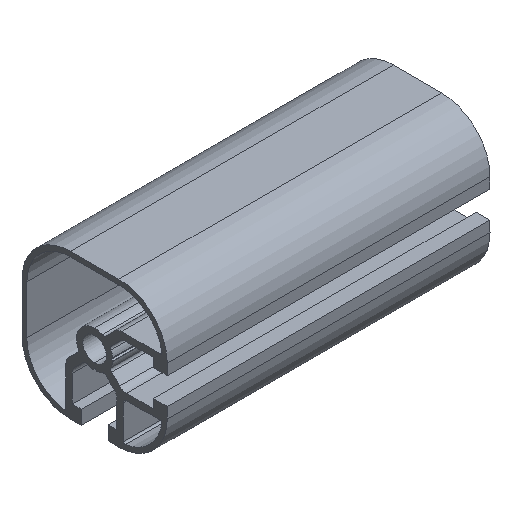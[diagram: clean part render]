
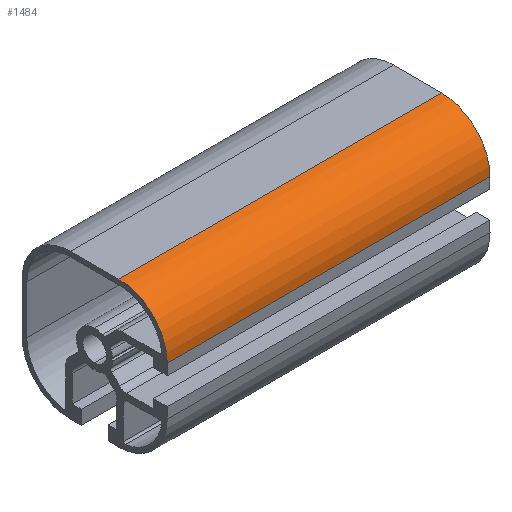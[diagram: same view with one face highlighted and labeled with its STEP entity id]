
A CAD part, isometric view. The second image highlights one B-rep face of the part: STEP entity #1484.
In plain terms, the highlighted cylindrical face has radius 15 mm (diameter 30 mm), a partial arc.
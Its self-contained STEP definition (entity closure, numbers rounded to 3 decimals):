
#126 = VECTOR ( 'NONE', #1054, 1000. ) ;
#157 = CARTESIAN_POINT ( 'NONE',  ( 59.184, 47.398, 22.5 ) ) ;
#159 = DIRECTION ( 'NONE',  ( 0., 0., -1. ) ) ;
#172 = EDGE_CURVE ( 'NONE', #1488, #2323, #1317, .T. ) ;
#240 = FACE_OUTER_BOUND ( 'NONE', #1552, .T. ) ;
#345 = CARTESIAN_POINT ( 'NONE',  ( 59.184, 47.398, 7.5 ) ) ;
#387 = CARTESIAN_POINT ( 'NONE',  ( -40.816, 47.398, 22.5 ) ) ;
#455 = AXIS2_PLACEMENT_3D ( 'NONE', #345, #950, #2170 ) ;
#465 = EDGE_CURVE ( 'NONE', #1301, #515, #1538, .T. ) ;
#494 = AXIS2_PLACEMENT_3D ( 'NONE', #817, #1196, #159 ) ;
#515 = VERTEX_POINT ( 'NONE', #737 ) ;
#606 = ORIENTED_EDGE ( 'NONE', *, *, #661, .T. ) ;
#661 = EDGE_CURVE ( 'NONE', #1488, #1301, #1794, .T. ) ;
#733 = CARTESIAN_POINT ( 'NONE',  ( 59.184, 47.398, 22.5 ) ) ;
#737 = CARTESIAN_POINT ( 'NONE',  ( -40.816, 32.398, 7.5 ) ) ;
#817 = CARTESIAN_POINT ( 'NONE',  ( 59.184, 47.398, 7.5 ) ) ;
#950 = DIRECTION ( 'NONE',  ( -1., 0., 0. ) ) ;
#1029 = ORIENTED_EDGE ( 'NONE', *, *, #172, .F. ) ;
#1054 = DIRECTION ( 'NONE',  ( -1., 0., 0. ) ) ;
#1184 = DIRECTION ( 'NONE',  ( -1., 0., 0. ) ) ;
#1187 = ORIENTED_EDGE ( 'NONE', *, *, #1369, .F. ) ;
#1196 = DIRECTION ( 'NONE',  ( 1., 0., 0. ) ) ;
#1301 = VERTEX_POINT ( 'NONE', #387 ) ;
#1317 = CIRCLE ( 'NONE', #494, 15. ) ;
#1369 = EDGE_CURVE ( 'NONE', #2323, #515, #1558, .T. ) ;
#1484 = ADVANCED_FACE ( 'NONE', ( #240 ), #2526, .T. ) ;
#1488 = VERTEX_POINT ( 'NONE', #733 ) ;
#1538 = CIRCLE ( 'NONE', #1717, 15. ) ;
#1552 = EDGE_LOOP ( 'NONE', ( #1929, #1187, #1029, #606 ) ) ;
#1558 = LINE ( 'NONE', #2082, #126 ) ;
#1641 = CARTESIAN_POINT ( 'NONE',  ( 59.184, 32.398, 7.5 ) ) ;
#1703 = VECTOR ( 'NONE', #1184, 1000. ) ;
#1717 = AXIS2_PLACEMENT_3D ( 'NONE', #2115, #2537, #2559 ) ;
#1794 = LINE ( 'NONE', #157, #1703 ) ;
#1929 = ORIENTED_EDGE ( 'NONE', *, *, #465, .T. ) ;
#2082 = CARTESIAN_POINT ( 'NONE',  ( 59.184, 32.398, 7.5 ) ) ;
#2115 = CARTESIAN_POINT ( 'NONE',  ( -40.816, 47.398, 7.5 ) ) ;
#2170 = DIRECTION ( 'NONE',  ( 0., 0., 1. ) ) ;
#2323 = VERTEX_POINT ( 'NONE', #1641 ) ;
#2526 = CYLINDRICAL_SURFACE ( 'NONE', #455, 15. ) ;
#2537 = DIRECTION ( 'NONE',  ( 1., 0., 0. ) ) ;
#2559 = DIRECTION ( 'NONE',  ( 0., 0., -1. ) ) ;
